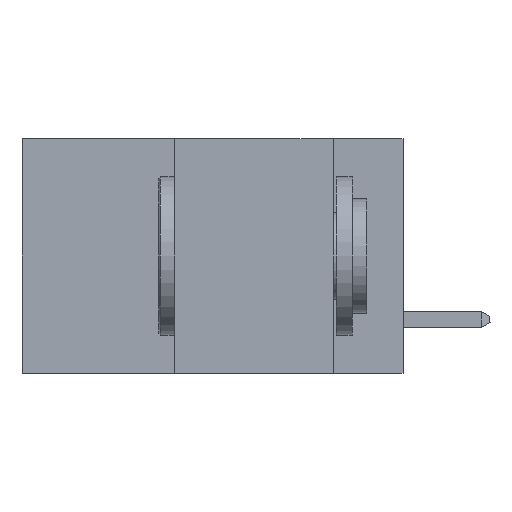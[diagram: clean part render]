
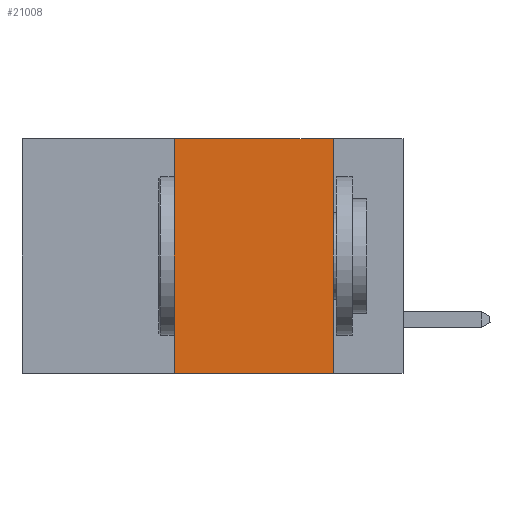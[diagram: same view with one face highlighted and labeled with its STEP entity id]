
A CAD part, left-side view. The second image highlights one B-rep face of the part: STEP entity #21008.
In plain terms, the highlighted planar face has unit normal (-1, 0, 0).
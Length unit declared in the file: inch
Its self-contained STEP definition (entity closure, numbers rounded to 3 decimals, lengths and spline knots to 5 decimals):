
#48 = CARTESIAN_POINT ( 'NONE',  ( 0., 0.11, -0.37 ) ) ;
#2374 = VECTOR ( 'NONE', #16382, 39.37008 ) ;
#2627 = EDGE_CURVE ( 'NONE', #9968, #24813, #24022, .T. ) ;
#4152 = CARTESIAN_POINT ( 'NONE',  ( 0., 0.36, 0. ) ) ;
#4978 = VECTOR ( 'NONE', #15143, 39.37008 ) ;
#5684 = ORIENTED_EDGE ( 'NONE', *, *, #11776, .F. ) ;
#6881 = VECTOR ( 'NONE', #15040, 39.37008 ) ;
#7818 = EDGE_CURVE ( 'NONE', #9968, #16912, #11722, .T. ) ;
#8513 = LINE ( 'NONE', #25157, #13274 ) ;
#8592 = ORIENTED_EDGE ( 'NONE', *, *, #7818, .F. ) ;
#9215 = DIRECTION ( 'NONE',  ( 0., -1., 0. ) ) ;
#9907 = CARTESIAN_POINT ( 'NONE',  ( 0., 0.6, -0.37 ) ) ;
#9968 = VERTEX_POINT ( 'NONE', #22962 ) ;
#10703 = FACE_OUTER_BOUND ( 'NONE', #18351, .T. ) ;
#11722 = LINE ( 'NONE', #4152, #2374 ) ;
#11776 = EDGE_CURVE ( 'NONE', #12702, #24813, #12942, .T. ) ;
#11918 = ORIENTED_EDGE ( 'NONE', *, *, #2627, .T. ) ;
#12702 = VERTEX_POINT ( 'NONE', #18125 ) ;
#12942 = LINE ( 'NONE', #25220, #6881 ) ;
#13274 = VECTOR ( 'NONE', #9215, 39.37008 ) ;
#14350 = DIRECTION ( 'NONE',  ( 0., 0., -1. ) ) ;
#14531 = CARTESIAN_POINT ( 'NONE',  ( 0., 0.6, 0. ) ) ;
#15040 = DIRECTION ( 'NONE',  ( 0., 0., -1. ) ) ;
#15143 = DIRECTION ( 'NONE',  ( 0., -1., 0. ) ) ;
#16382 = DIRECTION ( 'NONE',  ( 0., 0., 1. ) ) ;
#16472 = PLANE ( 'NONE',  #19473 ) ;
#16880 = ORIENTED_EDGE ( 'NONE', *, *, #20631, .F. ) ;
#16912 = VERTEX_POINT ( 'NONE', #17760 ) ;
#17760 = CARTESIAN_POINT ( 'NONE',  ( 0., 0.36, 0. ) ) ;
#18125 = CARTESIAN_POINT ( 'NONE',  ( 0., 0.11, 0. ) ) ;
#18351 = EDGE_LOOP ( 'NONE', ( #5684, #16880, #8592, #11918 ) ) ;
#19473 = AXIS2_PLACEMENT_3D ( 'NONE', #14531, #22500, #14350 ) ;
#20631 = EDGE_CURVE ( 'NONE', #16912, #12702, #8513, .T. ) ;
#21008 = ADVANCED_FACE ( 'NONE', ( #10703 ), #16472, .F. ) ;
#22500 = DIRECTION ( 'NONE',  ( 1., 0., 0. ) ) ;
#22962 = CARTESIAN_POINT ( 'NONE',  ( 0., 0.36, -0.37 ) ) ;
#24022 = LINE ( 'NONE', #9907, #4978 ) ;
#24813 = VERTEX_POINT ( 'NONE', #48 ) ;
#25157 = CARTESIAN_POINT ( 'NONE',  ( 0., 0.6, 0. ) ) ;
#25220 = CARTESIAN_POINT ( 'NONE',  ( 0., 0.11, 0. ) ) ;
